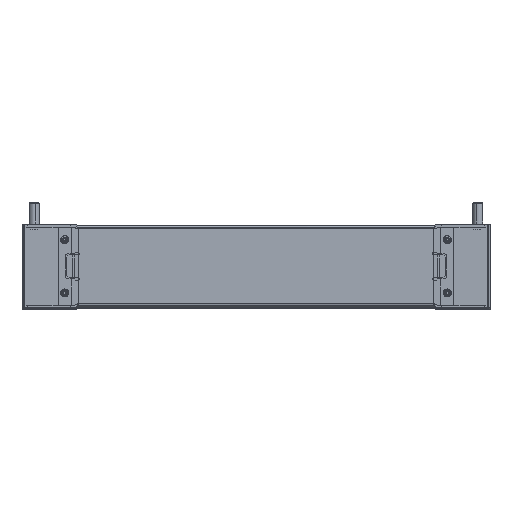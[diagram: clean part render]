
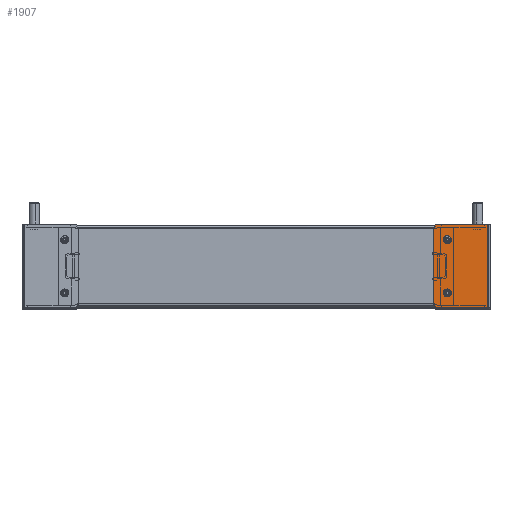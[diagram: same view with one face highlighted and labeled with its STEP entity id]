
A CAD part, top view. The second image highlights one B-rep face of the part: STEP entity #1907.
In plain terms, the highlighted planar face has unit normal (0, 0, 1).
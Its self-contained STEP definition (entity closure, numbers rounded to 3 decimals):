
#57 = DIRECTION ( 'NONE',  ( 1., 0., 0. ) ) ;
#500 = EDGE_CURVE ( 'NONE', #2227, #19590, #19594, .T. ) ;
#1013 = LINE ( 'NONE', #19622, #18514 ) ;
#1308 = EDGE_CURVE ( 'NONE', #11653, #10083, #19281, .T. ) ;
#1527 = EDGE_CURVE ( 'NONE', #20764, #1608, #15317, .T. ) ;
#1608 = VERTEX_POINT ( 'NONE', #3547 ) ;
#1907 = ADVANCED_FACE ( 'NONE', ( #12361, #21682, #18217 ), #7995, .F. ) ;
#2058 = EDGE_CURVE ( 'NONE', #14717, #13484, #8143, .T. ) ;
#2137 = ORIENTED_EDGE ( 'NONE', *, *, #1527, .T. ) ;
#2227 = VERTEX_POINT ( 'NONE', #15465 ) ;
#2461 = DIRECTION ( 'NONE',  ( 0., 0., -1. ) ) ;
#2611 = DIRECTION ( 'NONE',  ( -1., 0., 0. ) ) ;
#2880 = AXIS2_PLACEMENT_3D ( 'NONE', #19289, #2461, #2611 ) ;
#3023 = ORIENTED_EDGE ( 'NONE', *, *, #13630, .T. ) ;
#3241 = CARTESIAN_POINT ( 'NONE',  ( -34., -50., 34. ) ) ;
#3547 = CARTESIAN_POINT ( 'NONE',  ( -21.85, 32., 34. ) ) ;
#4073 = VECTOR ( 'NONE', #4934, 1000. ) ;
#4086 = DIRECTION ( 'NONE',  ( 1., 0., 0. ) ) ;
#4322 = DIRECTION ( 'NONE',  ( -1., 0., 0. ) ) ;
#4398 = VERTEX_POINT ( 'NONE', #11914 ) ;
#4400 = DIRECTION ( 'NONE',  ( 0., 0., -1. ) ) ;
#4934 = DIRECTION ( 'NONE',  ( -0.707, -0.707, 0. ) ) ;
#5199 = CARTESIAN_POINT ( 'NONE',  ( -12.85, 32., 34. ) ) ;
#5496 = DIRECTION ( 'NONE',  ( 0., -1., 0. ) ) ;
#5662 = ORIENTED_EDGE ( 'NONE', *, *, #13507, .T. ) ;
#6128 = EDGE_CURVE ( 'NONE', #10083, #13484, #12474, .T. ) ;
#6289 = DIRECTION ( 'NONE',  ( -1., 0., 0. ) ) ;
#6681 = DIRECTION ( 'NONE',  ( -1., 0., 0. ) ) ;
#7602 = CARTESIAN_POINT ( 'NONE',  ( -34., 50., 34. ) ) ;
#7995 = PLANE ( 'NONE',  #17739 ) ;
#8064 = CARTESIAN_POINT ( 'NONE',  ( -34., -47., 34. ) ) ;
#8143 = LINE ( 'NONE', #3241, #12112 ) ;
#8148 = ORIENTED_EDGE ( 'NONE', *, *, #10066, .T. ) ;
#8676 = ORIENTED_EDGE ( 'NONE', *, *, #500, .T. ) ;
#8900 = DIRECTION ( 'NONE',  ( 0., 0., -1. ) ) ;
#9098 = ORIENTED_EDGE ( 'NONE', *, *, #6128, .F. ) ;
#9162 = ORIENTED_EDGE ( 'NONE', *, *, #2058, .T. ) ;
#9384 = EDGE_CURVE ( 'NONE', #19590, #14717, #1013, .T. ) ;
#10066 = EDGE_CURVE ( 'NONE', #4398, #21385, #11577, .T. ) ;
#10083 = VERTEX_POINT ( 'NONE', #11190 ) ;
#10862 = AXIS2_PLACEMENT_3D ( 'NONE', #14482, #4400, #4322 ) ;
#11190 = CARTESIAN_POINT ( 'NONE',  ( 30.6, 50., 34. ) ) ;
#11225 = LINE ( 'NONE', #13591, #4073 ) ;
#11577 = CIRCLE ( 'NONE', #10862, 4.5 ) ;
#11638 = VECTOR ( 'NONE', #16123, 1000. ) ;
#11653 = VERTEX_POINT ( 'NONE', #19329 ) ;
#11867 = CARTESIAN_POINT ( 'NONE',  ( -17.35, 32., 34. ) ) ;
#11900 = ORIENTED_EDGE ( 'NONE', *, *, #12626, .T. ) ;
#11914 = CARTESIAN_POINT ( 'NONE',  ( -12.85, -32., 34. ) ) ;
#12112 = VECTOR ( 'NONE', #57, 1000. ) ;
#12361 = FACE_BOUND ( 'NONE', #15091, .T. ) ;
#12474 = LINE ( 'NONE', #13866, #20967 ) ;
#12626 = EDGE_CURVE ( 'NONE', #11653, #2227, #11225, .T. ) ;
#12899 = CARTESIAN_POINT ( 'NONE',  ( -34., 50., 34. ) ) ;
#13484 = VERTEX_POINT ( 'NONE', #20333 ) ;
#13507 = EDGE_CURVE ( 'NONE', #21385, #4398, #15979, .T. ) ;
#13532 = CARTESIAN_POINT ( 'NONE',  ( -31., -50., 34. ) ) ;
#13591 = CARTESIAN_POINT ( 'NONE',  ( -34., 47., 34. ) ) ;
#13630 = EDGE_CURVE ( 'NONE', #1608, #20764, #21545, .T. ) ;
#13806 = EDGE_LOOP ( 'NONE', ( #8676, #17880, #9162, #9098, #17624, #11900 ) ) ;
#13866 = CARTESIAN_POINT ( 'NONE',  ( 30.6, 50., 34. ) ) ;
#14482 = CARTESIAN_POINT ( 'NONE',  ( -17.35, -32., 34. ) ) ;
#14717 = VERTEX_POINT ( 'NONE', #13532 ) ;
#14782 = VECTOR ( 'NONE', #4086, 1000. ) ;
#15091 = EDGE_LOOP ( 'NONE', ( #8148, #5662 ) ) ;
#15092 = AXIS2_PLACEMENT_3D ( 'NONE', #20690, #8900, #17360 ) ;
#15317 = CIRCLE ( 'NONE', #17569, 4.5 ) ;
#15344 = CARTESIAN_POINT ( 'NONE',  ( -21.85, -32., 34. ) ) ;
#15465 = CARTESIAN_POINT ( 'NONE',  ( -34., 47., 34. ) ) ;
#15979 = CIRCLE ( 'NONE', #15092, 4.5 ) ;
#16123 = DIRECTION ( 'NONE',  ( 0., -1., 0. ) ) ;
#16434 = CARTESIAN_POINT ( 'NONE',  ( -34., 50., 34. ) ) ;
#16506 = DIRECTION ( 'NONE',  ( 0., 0., -1. ) ) ;
#16824 = DIRECTION ( 'NONE',  ( 0., 0., -1. ) ) ;
#17360 = DIRECTION ( 'NONE',  ( -1., 0., 0. ) ) ;
#17569 = AXIS2_PLACEMENT_3D ( 'NONE', #11867, #16824, #6681 ) ;
#17624 = ORIENTED_EDGE ( 'NONE', *, *, #1308, .F. ) ;
#17739 = AXIS2_PLACEMENT_3D ( 'NONE', #16434, #16506, #6289 ) ;
#17880 = ORIENTED_EDGE ( 'NONE', *, *, #9384, .T. ) ;
#18217 = FACE_OUTER_BOUND ( 'NONE', #13806, .T. ) ;
#18514 = VECTOR ( 'NONE', #21275, 1000. ) ;
#19281 = LINE ( 'NONE', #12899, #14782 ) ;
#19289 = CARTESIAN_POINT ( 'NONE',  ( -17.35, 32., 34. ) ) ;
#19329 = CARTESIAN_POINT ( 'NONE',  ( -31., 50., 34. ) ) ;
#19590 = VERTEX_POINT ( 'NONE', #8064 ) ;
#19594 = LINE ( 'NONE', #7602, #11638 ) ;
#19622 = CARTESIAN_POINT ( 'NONE',  ( -31., -50., 34. ) ) ;
#20333 = CARTESIAN_POINT ( 'NONE',  ( 30.6, -50., 34. ) ) ;
#20690 = CARTESIAN_POINT ( 'NONE',  ( -17.35, -32., 34. ) ) ;
#20764 = VERTEX_POINT ( 'NONE', #5199 ) ;
#20967 = VECTOR ( 'NONE', #5496, 1000. ) ;
#21275 = DIRECTION ( 'NONE',  ( 0.707, -0.707, 0. ) ) ;
#21385 = VERTEX_POINT ( 'NONE', #15344 ) ;
#21413 = EDGE_LOOP ( 'NONE', ( #2137, #3023 ) ) ;
#21545 = CIRCLE ( 'NONE', #2880, 4.5 ) ;
#21682 = FACE_BOUND ( 'NONE', #21413, .T. ) ;
